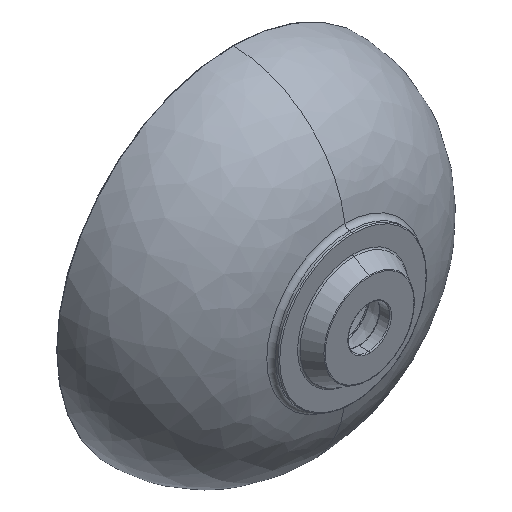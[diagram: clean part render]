
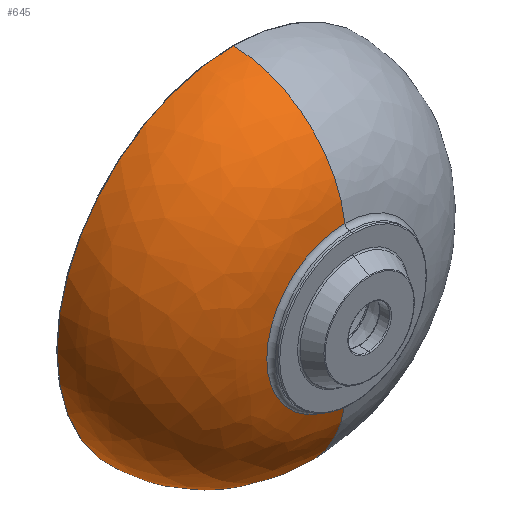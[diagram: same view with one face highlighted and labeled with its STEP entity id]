
A CAD part, isometric view. The second image highlights one B-rep face of the part: STEP entity #645.
In plain terms, the highlighted free-form (B-spline) face has degree [3, 3] with [7, 4] control points.
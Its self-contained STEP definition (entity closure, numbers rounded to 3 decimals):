
#79=CARTESIAN_POINT('',(0.,120.992,0.));
#80=DIRECTION('',(0.,-1.,0.));
#81=DIRECTION('',(0.,0.,1.));
#82=AXIS2_PLACEMENT_3D('',#79,#80,#81);
#84=CARTESIAN_POINT('',(0.,122.,67.345));
#85=DIRECTION('',(1.,0.,0.));
#86=DIRECTION('',(0.,-0.008,1.));
#87=AXIS2_PLACEMENT_3D('',#84,#85,#86);
#89=CARTESIAN_POINT('',(0.,0.524,0.));
#90=DIRECTION('',(0.,-1.,0.));
#91=DIRECTION('',(0.,0.,1.));
#92=AXIS2_PLACEMENT_3D('',#89,#90,#91);
#94=CARTESIAN_POINT('',(0.,122.,-67.345));
#95=DIRECTION('',(-1.,0.,0.));
#96=DIRECTION('',(0.,-0.008,-1.));
#97=AXIS2_PLACEMENT_3D('',#94,#95,#96);
#383=CARTESIAN_POINT('',(0.,0.524,
84.309));
#384=CARTESIAN_POINT('',(0.,0.524,
-84.309));
#385=VERTEX_POINT('',#383);
#386=VERTEX_POINT('',#384);
#407=CARTESIAN_POINT('',(0.,120.992,189.996));
#408=CARTESIAN_POINT('',(0.,120.992,
-189.996));
#409=VERTEX_POINT('',#407);
#410=VERTEX_POINT('',#408);
#607=CARTESIAN_POINT('',(5.076,0.09,-80.683));
#608=CARTESIAN_POINT('',(9.247,7.444,-146.969));
#609=CARTESIAN_POINT('',(12.014,57.675,-190.951));
#610=CARTESIAN_POINT('',(11.929,124.484,-189.6));
#611=CARTESIAN_POINT('',(-44.576,0.09,
-83.807));
#612=CARTESIAN_POINT('',(-81.198,7.444,-152.659));
#613=CARTESIAN_POINT('',(-105.497,57.675,-198.344));
#614=CARTESIAN_POINT('',(-104.751,124.484,-196.941));
#615=CARTESIAN_POINT('',(-80.843,0.09,
-49.751));
#616=CARTESIAN_POINT('',(-147.26,7.444,-90.623));
#617=CARTESIAN_POINT('',(-191.328,57.675,-117.743));
#618=CARTESIAN_POINT('',(-189.975,124.484,-116.91));
#619=CARTESIAN_POINT('',(-80.843,0.09,
0.));
#620=CARTESIAN_POINT('',(-147.26,7.444,0.));
#621=CARTESIAN_POINT('',(-191.328,57.675,
0.));
#622=CARTESIAN_POINT('',(-189.975,124.484,
0.));
#623=CARTESIAN_POINT('',(-80.843,0.09,49.751));
#624=CARTESIAN_POINT('',(-147.26,7.444,90.623));
#625=CARTESIAN_POINT('',(-191.328,57.675,117.743));
#626=CARTESIAN_POINT('',(-189.975,124.484,116.91));
#627=CARTESIAN_POINT('',(-44.576,0.09,83.807));
#628=CARTESIAN_POINT('',(-81.198,7.444,152.659));
#629=CARTESIAN_POINT('',(-105.497,57.675,198.344));
#630=CARTESIAN_POINT('',(-104.751,124.484,196.941));
#631=CARTESIAN_POINT('',(5.076,0.09,80.683));
#632=CARTESIAN_POINT('',(9.247,7.444,146.969));
#633=CARTESIAN_POINT('',(12.014,57.675,190.951));
#634=CARTESIAN_POINT('',(11.929,124.484,189.6));
#635=(BOUNDED_SURFACE()B_SPLINE_SURFACE(3,3,((#607,#608,#609,#610),(#611,#612,
#613,#614),(#615,#616,#617,#618),(#619,#620,#621,#622),(#623,#624,#625,#626),(
#627,#628,#629,#630),(#631,#632,#633,#634)),.UNSPECIFIED.,.F.,.F.,.F.)B_SPLINE_SURFACE_WITH_KNOTS((4,3,4),(4,4),(0.,1.,2.),(0.,1.),.UNSPECIFIED.)GEOMETRIC_REPRESENTATION_ITEM()RATIONAL_B_SPLINE_SURFACE(((1.366,
1.128,1.128,1.366),(1.079,
0.891,0.891,1.079),(1.079,
0.891,0.891,1.079),(1.366,
1.128,1.128,1.366),(1.079,
0.891,0.891,1.079),(1.079,
0.891,0.891,1.079),(1.366,
1.128,1.128,1.366)))REPRESENTATION_ITEM('')SURFACE());
#636=ORIENTED_EDGE('',*,*,#597,.F.);
#638=ORIENTED_EDGE('',*,*,#637,.T.);
#640=ORIENTED_EDGE('',*,*,#639,.T.);
#642=ORIENTED_EDGE('',*,*,#641,.F.);
#643=EDGE_LOOP('',(#636,#638,#640,#642));
#644=FACE_OUTER_BOUND('',#643,.F.);
#645=ADVANCED_FACE('',(#644),#635,.T.);
#83=CIRCLE('',#82,189.996);
#88=CIRCLE('',#87,122.655);
#93=CIRCLE('',#92,84.309);
#98=CIRCLE('',#97,122.655);
#597=EDGE_CURVE('',#409,#410,#83,.T.);
#637=EDGE_CURVE('',#409,#385,#88,.T.);
#639=EDGE_CURVE('',#385,#386,#93,.T.);
#641=EDGE_CURVE('',#410,#386,#98,.T.);
